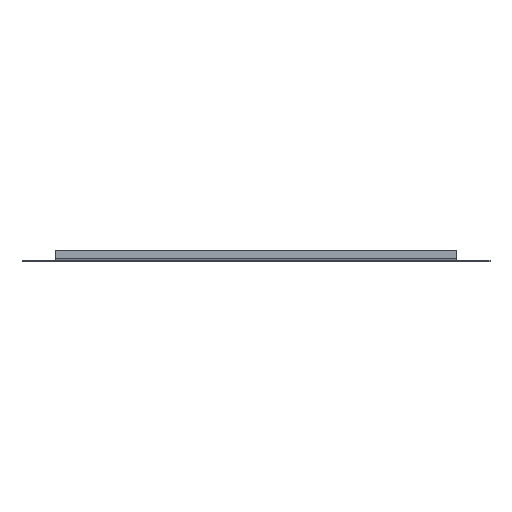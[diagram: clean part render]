
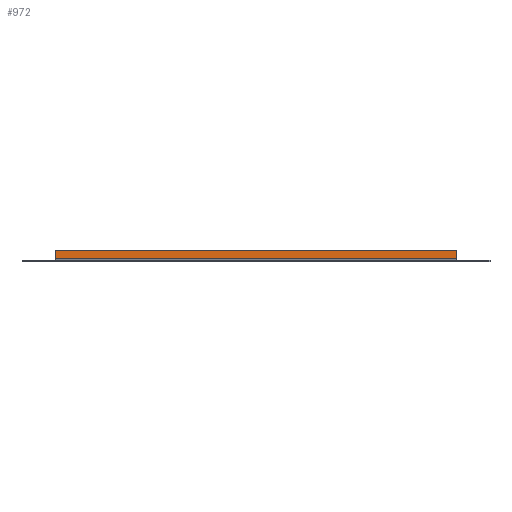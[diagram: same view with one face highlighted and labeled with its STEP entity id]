
A CAD part, front view. The second image highlights one B-rep face of the part: STEP entity #972.
In plain terms, the highlighted planar face has unit normal (0, -1, 0).
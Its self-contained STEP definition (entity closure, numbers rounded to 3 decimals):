
#133 = VERTEX_POINT ( 'NONE', #2049 ) ;
#266 = LINE ( 'NONE', #1555, #1977 ) ;
#276 = EDGE_CURVE ( 'NONE', #133, #874, #2092, .T. ) ;
#397 = CARTESIAN_POINT ( 'NONE',  ( 23.5, -2.5, 7. ) ) ;
#429 = LINE ( 'NONE', #397, #1933 ) ;
#463 = DIRECTION ( 'NONE',  ( 1., 0., 0. ) ) ;
#582 = DIRECTION ( 'NONE',  ( 0., 0., -1. ) ) ;
#599 = VERTEX_POINT ( 'NONE', #2027 ) ;
#629 = EDGE_CURVE ( 'NONE', #599, #973, #429, .T. ) ;
#638 = CARTESIAN_POINT ( 'NONE',  ( 0., -2.5, 0. ) ) ;
#673 = DIRECTION ( 'NONE',  ( 0., 0., -1. ) ) ;
#696 = ORIENTED_EDGE ( 'NONE', *, *, #276, .F. ) ;
#705 = EDGE_CURVE ( 'NONE', #973, #133, #266, .T. ) ;
#850 = EDGE_LOOP ( 'NONE', ( #893, #696, #1064, #1086 ) ) ;
#873 = VECTOR ( 'NONE', #673, 1000. ) ;
#874 = VERTEX_POINT ( 'NONE', #2288 ) ;
#893 = ORIENTED_EDGE ( 'NONE', *, *, #1208, .F. ) ;
#972 = ADVANCED_FACE ( 'NONE', ( #996 ), #1494, .F. ) ;
#973 = VERTEX_POINT ( 'NONE', #2013 ) ;
#996 = FACE_OUTER_BOUND ( 'NONE', #850, .T. ) ;
#1064 = ORIENTED_EDGE ( 'NONE', *, *, #705, .F. ) ;
#1086 = ORIENTED_EDGE ( 'NONE', *, *, #629, .F. ) ;
#1208 = EDGE_CURVE ( 'NONE', #874, #599, #1452, .T. ) ;
#1302 = DIRECTION ( 'NONE',  ( 0., 0., 1. ) ) ;
#1428 = VECTOR ( 'NONE', #1770, 1000. ) ;
#1452 = LINE ( 'NONE', #1628, #1428 ) ;
#1494 = PLANE ( 'NONE',  #1576 ) ;
#1555 = CARTESIAN_POINT ( 'NONE',  ( 308.5, -2.5, 7. ) ) ;
#1576 = AXIS2_PLACEMENT_3D ( 'NONE', #638, #2182, #582 ) ;
#1628 = CARTESIAN_POINT ( 'NONE',  ( 23.5, -2.5, 1. ) ) ;
#1770 = DIRECTION ( 'NONE',  ( -1., 0., 0. ) ) ;
#1926 = CARTESIAN_POINT ( 'NONE',  ( 308.5, -2.5, 0. ) ) ;
#1933 = VECTOR ( 'NONE', #1302, 1000. ) ;
#1977 = VECTOR ( 'NONE', #463, 1000. ) ;
#2013 = CARTESIAN_POINT ( 'NONE',  ( 23.5, -2.5, 7. ) ) ;
#2027 = CARTESIAN_POINT ( 'NONE',  ( 23.5, -2.5, 1. ) ) ;
#2049 = CARTESIAN_POINT ( 'NONE',  ( 308.5, -2.5, 7. ) ) ;
#2092 = LINE ( 'NONE', #1926, #873 ) ;
#2182 = DIRECTION ( 'NONE',  ( 0., 1., 0. ) ) ;
#2288 = CARTESIAN_POINT ( 'NONE',  ( 308.5, -2.5, 1. ) ) ;
